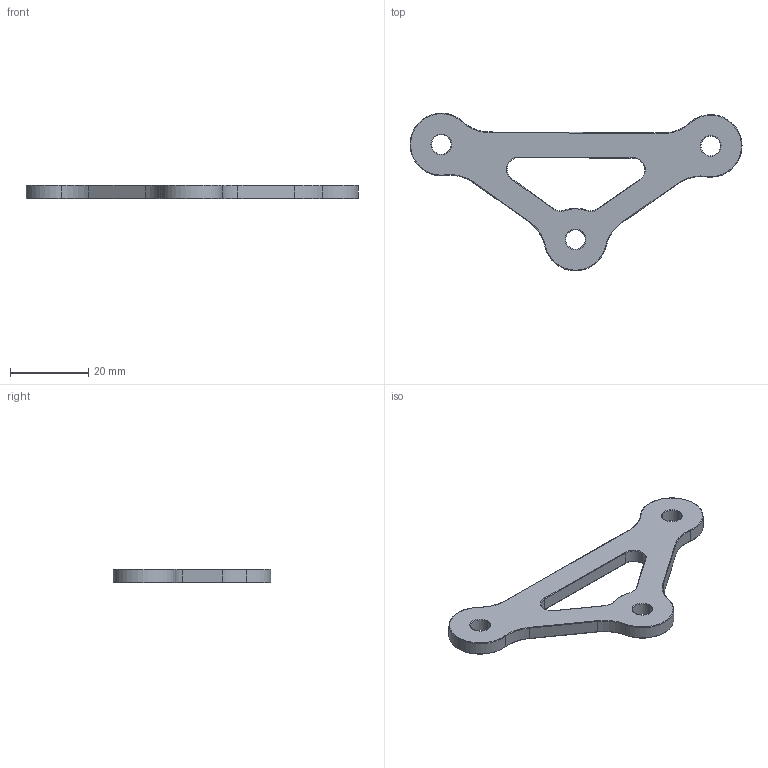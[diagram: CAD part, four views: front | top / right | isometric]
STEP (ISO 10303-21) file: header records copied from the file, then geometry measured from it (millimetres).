
FILE_DESCRIPTION (( 'STEP AP203' ), '1' );
FILE_NAME ('Part11-m_Default_sldprt.STEP', '2018-07-31T07:56:18', ( '' ), ( '' ), 'SwSTEP 2.0', 'SolidWorks 2014', '' );
FILE_SCHEMA (( 'CONFIG_CONTROL_DESIGN' ));
Length unit declared in the file: millimetre
Products named in the file (1): Part11-m_Default_sldprt
Bounding box: 84.8 x 40.27 x 3.5 mm (x, y, z)
Volume: 4480 mm3; surface area: 3706.4 mm2
Topology: 1 solids, 1 shells, 85 faces, 195 edges, 112 vertices
Faces by surface type: torus 44, cylinder 33, plane 8
Entity records: 2514 total; most frequent: DIRECTION 511, CARTESIAN_POINT 393, ORIENTED_EDGE 390, AXIS2_PLACEMENT_3D 230, EDGE_CURVE 195, CIRCLE 144, VERTEX_POINT 112, EDGE_LOOP 93
